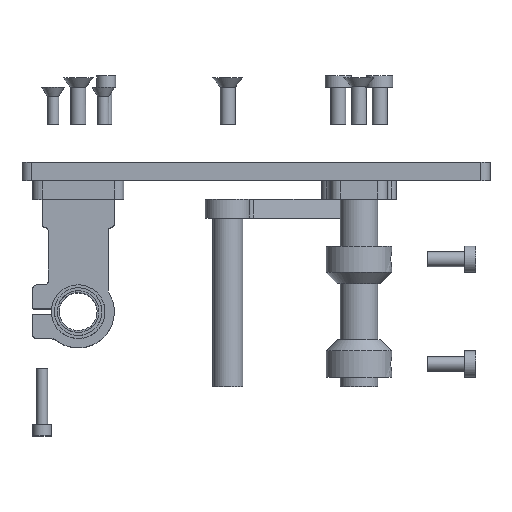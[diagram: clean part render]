
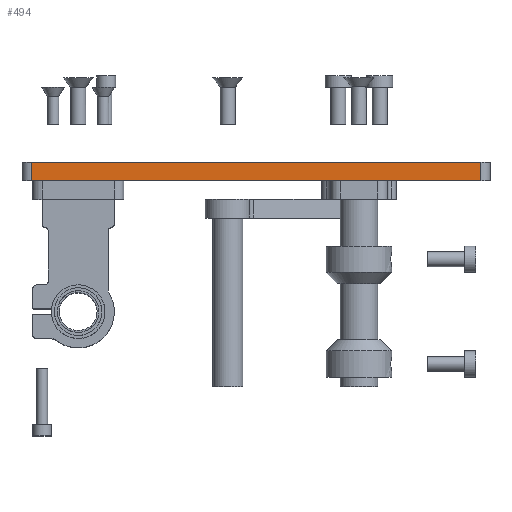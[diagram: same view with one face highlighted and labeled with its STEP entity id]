
A CAD part, top view. The second image highlights one B-rep face of the part: STEP entity #494.
In plain terms, the highlighted free-form (B-spline) face has degree [2, 1] with [3, 2] control points.
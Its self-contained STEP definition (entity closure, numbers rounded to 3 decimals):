
#494=ADVANCED_FACE('',(#866),#5738,.T.);
#866=FACE_OUTER_BOUND('',#1292,.T.);
#1292=EDGE_LOOP('',(#2830,#2831,#2832,#2833));
#2830=ORIENTED_EDGE('',*,*,#3838,.T.);
#2831=ORIENTED_EDGE('',*,*,#3839,.T.);
#2832=ORIENTED_EDGE('',*,*,#3840,.F.);
#2833=ORIENTED_EDGE('',*,*,#3841,.F.);
#3838=EDGE_CURVE('',#5325,#5326,#4733,.T.);
#3839=EDGE_CURVE('',#5326,#5327,#4734,.T.);
#3840=EDGE_CURVE('',#5328,#5327,#4735,.T.);
#3841=EDGE_CURVE('',#5325,#5328,#4736,.T.);
#4733=(
BOUNDED_CURVE()
B_SPLINE_CURVE(2,(#11459,#11460,#11461),.UNSPECIFIED.,.F.,.F.)
B_SPLINE_CURVE_WITH_KNOTS((3,3),(-1511.416,-1271.416),
 .UNSPECIFIED.)
CURVE()
GEOMETRIC_REPRESENTATION_ITEM()
RATIONAL_B_SPLINE_CURVE((1.,1.,1.))
REPRESENTATION_ITEM('')
);
#4734=(
BOUNDED_CURVE()
B_SPLINE_CURVE(1,(#11462,#11463),.UNSPECIFIED.,.F.,.F.)
B_SPLINE_CURVE_WITH_KNOTS((2,2),(0.,10.),.UNSPECIFIED.)
CURVE()
GEOMETRIC_REPRESENTATION_ITEM()
RATIONAL_B_SPLINE_CURVE((1.,1.))
REPRESENTATION_ITEM('')
);
#4735=(
BOUNDED_CURVE()
B_SPLINE_CURVE(2,(#11464,#11465,#11466),.UNSPECIFIED.,.F.,.F.)
B_SPLINE_CURVE_WITH_KNOTS((3,3),(-1511.416,-1271.416),
 .UNSPECIFIED.)
CURVE()
GEOMETRIC_REPRESENTATION_ITEM()
RATIONAL_B_SPLINE_CURVE((1.,1.,1.))
REPRESENTATION_ITEM('')
);
#4736=(
BOUNDED_CURVE()
B_SPLINE_CURVE(1,(#11467,#11468),.UNSPECIFIED.,.F.,.F.)
B_SPLINE_CURVE_WITH_KNOTS((2,2),(0.,10.),.UNSPECIFIED.)
CURVE()
GEOMETRIC_REPRESENTATION_ITEM()
RATIONAL_B_SPLINE_CURVE((1.,1.))
REPRESENTATION_ITEM('')
);
#5325=VERTEX_POINT('',#11409);
#5326=VERTEX_POINT('',#11410);
#5327=VERTEX_POINT('',#11411);
#5328=VERTEX_POINT('',#11412);
#5738=(
BOUNDED_SURFACE()
B_SPLINE_SURFACE(2,1,((#11195,#11196),(#11197,#11198),(#11199,#11200)),
 .UNSPECIFIED.,.F.,.F.,.F.)
B_SPLINE_SURFACE_WITH_KNOTS((3,3),(2,2),(-1511.416,-1271.416),
(0.,10.),.UNSPECIFIED.)
GEOMETRIC_REPRESENTATION_ITEM()
RATIONAL_B_SPLINE_SURFACE(((1.,1.),(1.,1.),(1.,1.)))
REPRESENTATION_ITEM('')
SURFACE()
);
#11195=CARTESIAN_POINT('',(-25.,70.,57.5));
#11196=CARTESIAN_POINT('',(-25.,80.,57.5));
#11197=CARTESIAN_POINT('',(95.,70.,57.5));
#11198=CARTESIAN_POINT('',(95.,80.,57.5));
#11199=CARTESIAN_POINT('',(215.,70.,57.5));
#11200=CARTESIAN_POINT('',(215.,80.,57.5));
#11409=CARTESIAN_POINT('',(-25.,70.,57.5));
#11410=CARTESIAN_POINT('',(215.,70.,57.5));
#11411=CARTESIAN_POINT('',(215.,80.,57.5));
#11412=CARTESIAN_POINT('',(-25.,80.,57.5));
#11459=CARTESIAN_POINT('',(-25.,70.,57.5));
#11460=CARTESIAN_POINT('',(95.,70.,57.5));
#11461=CARTESIAN_POINT('',(215.,70.,57.5));
#11462=CARTESIAN_POINT('',(215.,70.,57.5));
#11463=CARTESIAN_POINT('',(215.,80.,57.5));
#11464=CARTESIAN_POINT('',(-25.,80.,57.5));
#11465=CARTESIAN_POINT('',(95.,80.,57.5));
#11466=CARTESIAN_POINT('',(215.,80.,57.5));
#11467=CARTESIAN_POINT('',(-25.,70.,57.5));
#11468=CARTESIAN_POINT('',(-25.,80.,57.5));
